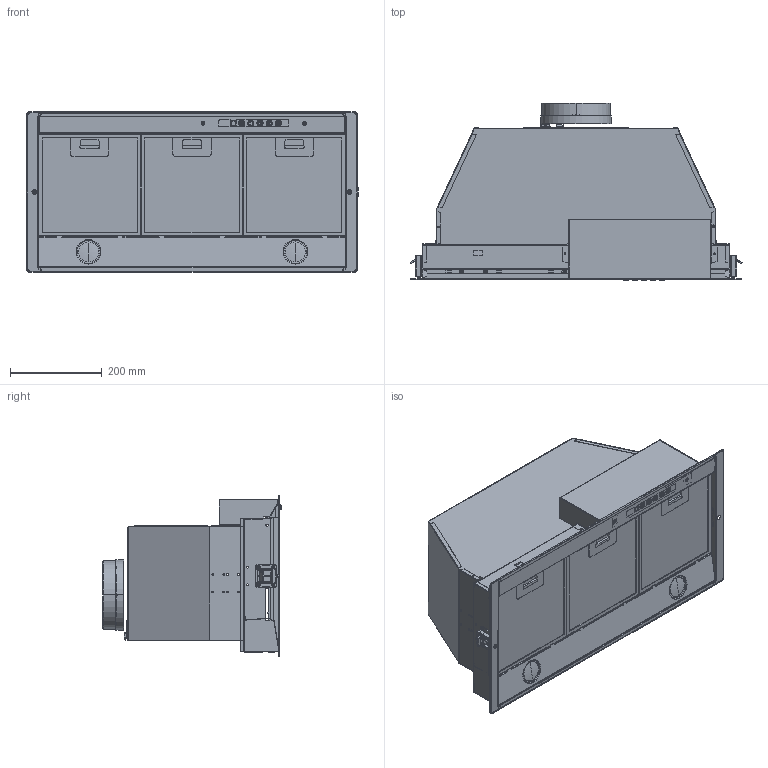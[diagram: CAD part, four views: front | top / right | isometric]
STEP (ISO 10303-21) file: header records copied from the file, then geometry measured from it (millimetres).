
FILE_DESCRIPTION((''),'2;1');
FILE_NAME('352_764_ASM','2015-10-19T',('MN049'),(''),'PRO/ENGINEER BY PARAMETRIC TECHNOLOGY CORPORATION, 2014200','PRO/ENGINEER BY PARAMETRIC TECHNOLOGY CORPORATION, 2014200','');
FILE_SCHEMA(('CONFIG_CONTROL_DESIGN'));
Products named in the file (34): 352_042; 350_002_BIG_INCA; 350_003_BIG_INCA; 350_005_BIG_INCA; 177_049; 177_026; 352_726_ASM; 177_042; 178_055; 178_056; 178_059; 178_053; 178_054; 13_707_ASM; FIL_002; 400_086; TIPO_400; 400_087; 330_121; 400_718_ASM; 400_719_ASM; K37_014; K37_015; K37_016; K37_711_ASM; 352_043; 352_044; CME_FARETTO_220V; D15_001_A; D15_001_B; D15_001_ASM_ASM; 352_760_ASM; SCR_021; 352_764_ASM
Assembly tree (40 placements, depth 5):
  352_764_ASM
    352_760_ASM
      352_726_ASM
        352_042
        350_002_BIG_INCA
        350_003_BIG_INCA
        350_005_BIG_INCA
        177_049
        177_026  x2
      177_042
      13_707_ASM  x2
        178_055
        178_056
        178_059
        178_053
        178_054
      FIL_002  x3
      400_719_ASM
        400_086
        400_718_ASM
          TIPO_400
          400_087  x2
          330_121
      K37_711_ASM
        K37_014
        K37_015
        K37_016
      352_043
      352_044
      CME_FARETTO_220V  x2
      D15_001_ASM_ASM
        D15_001_A
        D15_001_B
    SCR_021  x2
Bounding box: 722.4 x 387.35 x 350 mm (x, y, z)
Volume: 1454569.9 mm3; surface area: 2448042.3 mm2
Topology: 37 solids, 40 shells, 6419 faces, 16399 edges, 10221 vertices
Faces by surface type: plane 3576, cylinder 1731, bspline 599, torus 228, cone 212, sphere 73
Entity records: 227331 total; most frequent: CARTESIAN_POINT 90750, ORIENTED_EDGE 29116, DIRECTION 26938, EDGE_CURVE 14621, VECTOR 9534, LINE 9534, VERTEX_POINT 9109, AXIS2_PLACEMENT_3D 8702
